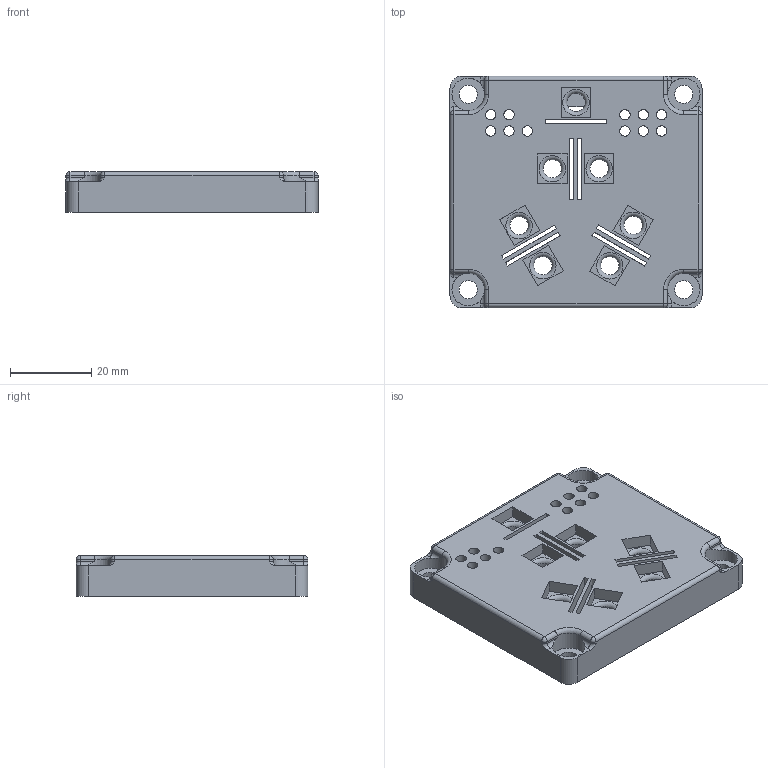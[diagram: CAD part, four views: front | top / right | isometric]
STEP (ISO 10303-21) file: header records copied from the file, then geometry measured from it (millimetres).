
FILE_DESCRIPTION( ( 'Unknown' ), '1' );
FILE_NAME( 'boitier AMIS.stp', 'Unknown', ( 'Unknown' ), ( 'Unknown' ), 'PSStep 10.1', 'Unknown', ' ' );
FILE_SCHEMA( ( 'automotive_design' ) );
Length unit declared in the file: millimetre
Products named in the file (1): 1
Bounding box: 62 x 57 x 9.98 mm (x, y, z)
Volume: 22100.5 mm3; surface area: 12536.1 mm2
Topology: 1 solids, 1 shells, 317 faces, 860 edges, 532 vertices
Faces by surface type: plane 173, cylinder 67, torus 45, bspline 24, sphere 8
Full cylindrical faces by diameter (mm): 1.5 x6, 2.54 x11, 4.5 x11, 8 x4
Entity records: 15319 total; most frequent: CARTESIAN_POINT 5093, DIRECTION 1578, ORIENTED_EDGE 1562, EDGE_CURVE 781, AXIS2_PLACEMENT_3D 556, VERTEX_POINT 506, LINE 466, VECTOR 466
